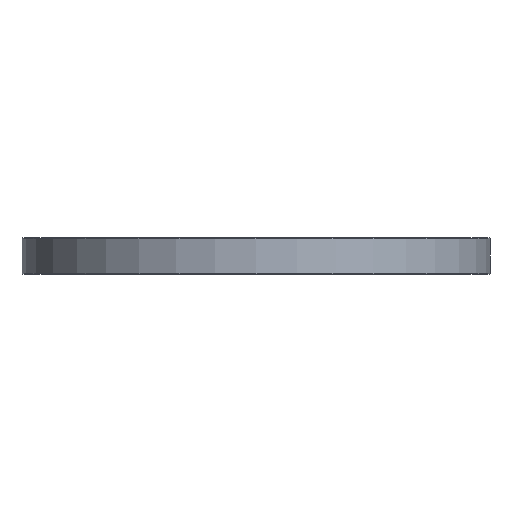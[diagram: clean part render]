
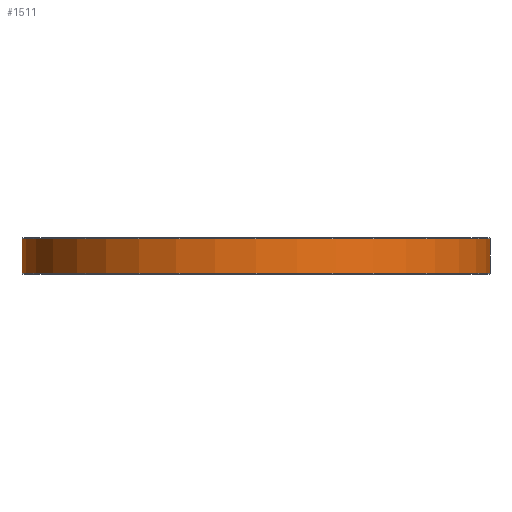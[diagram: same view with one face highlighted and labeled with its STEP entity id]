
A CAD part, front view. The second image highlights one B-rep face of the part: STEP entity #1511.
In plain terms, the highlighted cylindrical face has radius 257 mm (diameter 514 mm), a partial arc.
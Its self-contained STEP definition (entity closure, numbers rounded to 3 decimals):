
#38 = VERTEX_POINT ( 'NONE', #3297 ) ;
#43 = LINE ( 'NONE', #348, #1115 ) ;
#182 = EDGE_CURVE ( 'NONE', #1367, #38, #1068, .T. ) ;
#188 = AXIS2_PLACEMENT_3D ( 'NONE', #1394, #2664, #425 ) ;
#348 = CARTESIAN_POINT ( 'NONE',  ( 257., 0., 40. ) ) ;
#396 = ORIENTED_EDGE ( 'NONE', *, *, #2360, .F. ) ;
#425 = DIRECTION ( 'NONE',  ( 1., 0., 0. ) ) ;
#629 = EDGE_LOOP ( 'NONE', ( #396, #1910, #3187, #1177 ) ) ;
#696 = CARTESIAN_POINT ( 'NONE',  ( 0., 0., 40. ) ) ;
#1068 = CIRCLE ( 'NONE', #1225, 257. ) ;
#1101 = CARTESIAN_POINT ( 'NONE',  ( -257., 0., 1. ) ) ;
#1115 = VECTOR ( 'NONE', #2617, 1000. ) ;
#1177 = ORIENTED_EDGE ( 'NONE', *, *, #1928, .T. ) ;
#1225 = AXIS2_PLACEMENT_3D ( 'NONE', #2094, #1290, #2599 ) ;
#1290 = DIRECTION ( 'NONE',  ( 0., 0., -1. ) ) ;
#1367 = VERTEX_POINT ( 'NONE', #1633 ) ;
#1394 = CARTESIAN_POINT ( 'NONE',  ( 0., 0., 1. ) ) ;
#1430 = CARTESIAN_POINT ( 'NONE',  ( 257., 0., 1. ) ) ;
#1463 = AXIS2_PLACEMENT_3D ( 'NONE', #696, #1664, #1712 ) ;
#1511 = ADVANCED_FACE ( 'NONE', ( #2986 ), #2484, .T. ) ;
#1514 = CARTESIAN_POINT ( 'NONE',  ( -257., 0., 40. ) ) ;
#1633 = CARTESIAN_POINT ( 'NONE',  ( 257., 0., 39. ) ) ;
#1664 = DIRECTION ( 'NONE',  ( 0., 0., -1. ) ) ;
#1712 = DIRECTION ( 'NONE',  ( -1., 0., 0. ) ) ;
#1779 = CIRCLE ( 'NONE', #188, 257. ) ;
#1799 = DIRECTION ( 'NONE',  ( 0., 0., -1. ) ) ;
#1910 = ORIENTED_EDGE ( 'NONE', *, *, #182, .T. ) ;
#1928 = EDGE_CURVE ( 'NONE', #2841, #3127, #1779, .T. ) ;
#2094 = CARTESIAN_POINT ( 'NONE',  ( 0., 0., 39. ) ) ;
#2341 = EDGE_CURVE ( 'NONE', #38, #2841, #2789, .T. ) ;
#2360 = EDGE_CURVE ( 'NONE', #1367, #3127, #43, .T. ) ;
#2484 = CYLINDRICAL_SURFACE ( 'NONE', #1463, 257. ) ;
#2599 = DIRECTION ( 'NONE',  ( 1., 0., 0. ) ) ;
#2617 = DIRECTION ( 'NONE',  ( 0., 0., -1. ) ) ;
#2664 = DIRECTION ( 'NONE',  ( 0., 0., 1. ) ) ;
#2789 = LINE ( 'NONE', #1514, #3148 ) ;
#2841 = VERTEX_POINT ( 'NONE', #1101 ) ;
#2986 = FACE_OUTER_BOUND ( 'NONE', #629, .T. ) ;
#3127 = VERTEX_POINT ( 'NONE', #1430 ) ;
#3148 = VECTOR ( 'NONE', #1799, 1000. ) ;
#3187 = ORIENTED_EDGE ( 'NONE', *, *, #2341, .T. ) ;
#3297 = CARTESIAN_POINT ( 'NONE',  ( -257., 0., 39. ) ) ;
